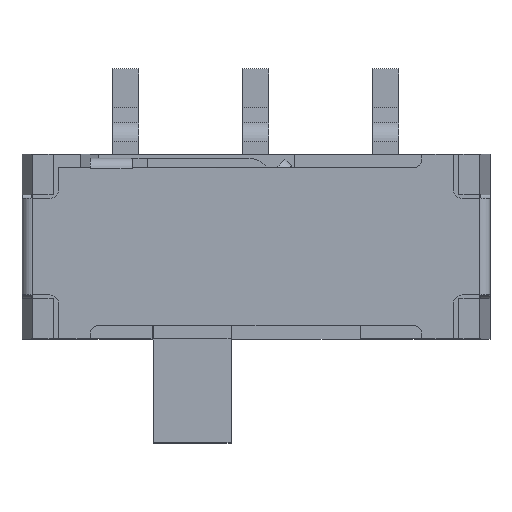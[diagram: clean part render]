
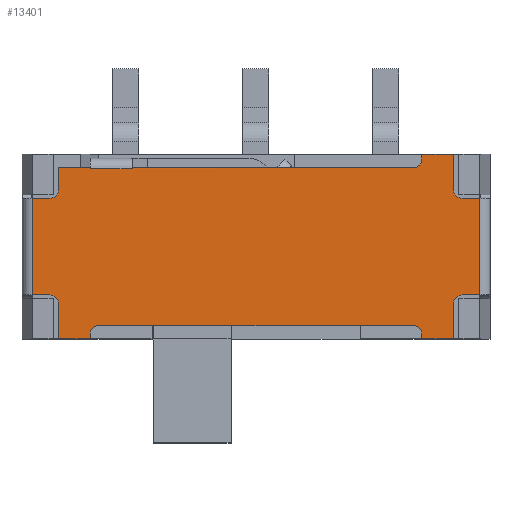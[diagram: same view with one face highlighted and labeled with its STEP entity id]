
A CAD part, top view. The second image highlights one B-rep face of the part: STEP entity #13401.
In plain terms, the highlighted planar face has unit normal (0, 0, 1).
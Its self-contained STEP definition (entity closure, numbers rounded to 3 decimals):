
#12133=CARTESIAN_POINT('',(-2.38,1.517,2.599));
#12134=CARTESIAN_POINT('',(-2.38,1.514,
2.599));
#12135=CARTESIAN_POINT('',(-2.38,1.507,
2.6));
#12136=CARTESIAN_POINT('',(-2.38,1.501,2.6));
#12137=CARTESIAN_POINT('',(-2.38,1.497,2.6));
#12139=DIRECTION('',(-1.,0.,0.));
#12140=VECTOR('',#12139,5.42);
#12141=CARTESIAN_POINT('',(3.04,1.517,2.6));
#12142=LINE('',#12141,#12140);
#12143=CARTESIAN_POINT('',(3.04,1.664,2.6));
#12144=DIRECTION('',(0.,0.,-1.));
#12145=DIRECTION('',(1.,0.,0.));
#12146=AXIS2_PLACEMENT_3D('',#12143,#12144,#12145);
#12148=DIRECTION('',(0.,-1.,0.));
#12149=VECTOR('',#12148,0.112);
#12150=CARTESIAN_POINT('',(3.186,1.775,2.6));
#12151=LINE('',#12150,#12149);
#12152=DIRECTION('',(-1.,0.,0.));
#12153=VECTOR('',#12152,0.61);
#12154=CARTESIAN_POINT('',(3.796,1.775,2.6));
#12155=LINE('',#12154,#12153);
#12156=DIRECTION('',(0.,1.,0.));
#12157=VECTOR('',#12156,0.673);
#12158=CARTESIAN_POINT('',(3.796,1.102,2.6));
#12159=LINE('',#12158,#12157);
#12160=CARTESIAN_POINT('',(3.97,1.102,2.6));
#12161=DIRECTION('',(0.,0.,-1.));
#12162=DIRECTION('',(0.,-1.,0.));
#12163=AXIS2_PLACEMENT_3D('',#12160,#12161,#12162);
#12165=DIRECTION('',(-1.,0.,0.));
#12166=VECTOR('',#12165,0.33);
#12167=CARTESIAN_POINT('',(4.3,0.928,2.6));
#12168=LINE('',#12167,#12166);
#12169=DIRECTION('',(0.,1.,0.));
#12170=VECTOR('',#12169,1.856);
#12171=CARTESIAN_POINT('',(4.3,-0.928,2.6));
#12172=LINE('',#12171,#12170);
#12173=DIRECTION('',(1.,0.,0.));
#12174=VECTOR('',#12173,0.33);
#12175=CARTESIAN_POINT('',(3.97,-0.928,2.6));
#12176=LINE('',#12175,#12174);
#12177=CARTESIAN_POINT('',(3.97,-1.102,2.6));
#12178=DIRECTION('',(0.,0.,-1.));
#12179=DIRECTION('',(-1.,0.,0.));
#12180=AXIS2_PLACEMENT_3D('',#12177,#12178,#12179);
#12182=DIRECTION('',(0.,1.,0.));
#12183=VECTOR('',#12182,0.673);
#12184=CARTESIAN_POINT('',(3.796,-1.775,2.6));
#12185=LINE('',#12184,#12183);
#12186=DIRECTION('',(1.,0.,0.));
#12187=VECTOR('',#12186,0.61);
#12188=CARTESIAN_POINT('',(3.186,-1.775,2.6));
#12189=LINE('',#12188,#12187);
#12190=DIRECTION('',(0.,-1.,0.));
#12191=VECTOR('',#12190,0.112);
#12192=CARTESIAN_POINT('',(3.186,-1.664,2.6));
#12193=LINE('',#12192,#12191);
#12194=CARTESIAN_POINT('',(3.04,-1.664,2.6));
#12195=DIRECTION('',(0.,0.,-1.));
#12196=DIRECTION('',(0.,1.,0.));
#12197=AXIS2_PLACEMENT_3D('',#12194,#12195,#12196);
#12199=DIRECTION('',(1.,0.,0.));
#12200=VECTOR('',#12199,6.08);
#12201=CARTESIAN_POINT('',(-3.04,-1.517,2.6));
#12202=LINE('',#12201,#12200);
#12203=CARTESIAN_POINT('',(-3.04,-1.664,2.6));
#12204=DIRECTION('',(0.,0.,-1.));
#12205=DIRECTION('',(-1.,0.,0.));
#12206=AXIS2_PLACEMENT_3D('',#12203,#12204,#12205);
#12208=DIRECTION('',(0.,1.,0.));
#12209=VECTOR('',#12208,0.112);
#12210=CARTESIAN_POINT('',(-3.186,-1.775,2.6));
#12211=LINE('',#12210,#12209);
#12212=DIRECTION('',(1.,0.,0.));
#12213=VECTOR('',#12212,0.61);
#12214=CARTESIAN_POINT('',(-3.796,-1.775,2.6));
#12215=LINE('',#12214,#12213);
#12216=DIRECTION('',(0.,-1.,0.));
#12217=VECTOR('',#12216,0.673);
#12218=CARTESIAN_POINT('',(-3.796,-1.102,2.6));
#12219=LINE('',#12218,#12217);
#12220=CARTESIAN_POINT('',(-3.97,-1.102,2.6));
#12221=DIRECTION('',(0.,0.,-1.));
#12222=DIRECTION('',(0.,1.,0.));
#12223=AXIS2_PLACEMENT_3D('',#12220,#12221,#12222);
#12225=DIRECTION('',(1.,0.,0.));
#12226=VECTOR('',#12225,0.33);
#12227=CARTESIAN_POINT('',(-4.3,-0.928,2.6));
#12228=LINE('',#12227,#12226);
#12229=DIRECTION('',(0.,-1.,0.));
#12230=VECTOR('',#12229,1.856);
#12231=CARTESIAN_POINT('',(-4.3,0.928,2.6));
#12232=LINE('',#12231,#12230);
#12233=DIRECTION('',(-1.,0.,0.));
#12234=VECTOR('',#12233,0.33);
#12235=CARTESIAN_POINT('',(-3.97,0.928,2.6));
#12236=LINE('',#12235,#12234);
#12237=CARTESIAN_POINT('',(-3.97,1.102,2.6));
#12238=DIRECTION('',(0.,0.,-1.));
#12239=DIRECTION('',(1.,0.,0.));
#12240=AXIS2_PLACEMENT_3D('',#12237,#12238,#12239);
#12242=DIRECTION('',(0.,-1.,0.));
#12243=VECTOR('',#12242,0.415);
#12244=CARTESIAN_POINT('',(-3.796,1.517,2.6));
#12245=LINE('',#12244,#12243);
#12246=DIRECTION('',(-1.,0.,0.001));
#12247=VECTOR('',#12246,0.61);
#12248=CARTESIAN_POINT('',(-3.186,1.517,2.599));
#12249=LINE('',#12248,#12247);
#12250=CARTESIAN_POINT('',(-3.186,1.497,2.6));
#12251=CARTESIAN_POINT('',(-3.186,1.501,2.6));
#12252=CARTESIAN_POINT('',(-3.186,1.507,2.6));
#12253=CARTESIAN_POINT('',(-3.186,1.514,2.599));
#12254=CARTESIAN_POINT('',(-3.186,1.517,2.599));
#12256=DIRECTION('',(1.,0.,0.));
#12257=VECTOR('',#12256,0.806);
#12258=CARTESIAN_POINT('',(-3.186,1.497,2.6));
#12259=LINE('',#12258,#12257);
#13058=CARTESIAN_POINT('',(3.796,1.775,2.6));
#13059=CARTESIAN_POINT('',(3.186,1.775,2.6));
#13060=VERTEX_POINT('',#13058);
#13061=VERTEX_POINT('',#13059);
#13062=CARTESIAN_POINT('',(3.186,1.664,2.6));
#13063=VERTEX_POINT('',#13062);
#13064=CARTESIAN_POINT('',(3.04,1.517,2.6));
#13065=VERTEX_POINT('',#13064);
#13066=CARTESIAN_POINT('',(-3.796,1.517,2.6));
#13067=CARTESIAN_POINT('',(-3.796,1.102,2.6));
#13068=VERTEX_POINT('',#13066);
#13069=VERTEX_POINT('',#13067);
#13070=CARTESIAN_POINT('',(-3.97,0.928,2.6));
#13071=VERTEX_POINT('',#13070);
#13072=CARTESIAN_POINT('',(-3.97,-0.928,2.6));
#13073=CARTESIAN_POINT('',(-3.796,-1.102,2.6));
#13074=VERTEX_POINT('',#13072);
#13075=VERTEX_POINT('',#13073);
#13076=CARTESIAN_POINT('',(-3.796,-1.775,2.6));
#13077=VERTEX_POINT('',#13076);
#13078=CARTESIAN_POINT('',(-3.186,-1.775,2.6));
#13079=VERTEX_POINT('',#13078);
#13080=CARTESIAN_POINT('',(-3.186,-1.664,2.6));
#13081=VERTEX_POINT('',#13080);
#13082=CARTESIAN_POINT('',(-3.04,-1.517,2.6));
#13083=VERTEX_POINT('',#13082);
#13084=CARTESIAN_POINT('',(3.04,-1.517,2.6));
#13085=VERTEX_POINT('',#13084);
#13086=CARTESIAN_POINT('',(3.186,-1.664,2.6));
#13087=VERTEX_POINT('',#13086);
#13088=CARTESIAN_POINT('',(3.186,-1.775,2.6));
#13089=VERTEX_POINT('',#13088);
#13090=CARTESIAN_POINT('',(3.796,-1.775,2.6));
#13091=VERTEX_POINT('',#13090);
#13092=CARTESIAN_POINT('',(3.796,-1.102,2.6));
#13093=VERTEX_POINT('',#13092);
#13094=CARTESIAN_POINT('',(3.97,-0.928,2.6));
#13095=VERTEX_POINT('',#13094);
#13096=CARTESIAN_POINT('',(3.97,0.928,2.6));
#13097=CARTESIAN_POINT('',(3.796,1.102,2.6));
#13098=VERTEX_POINT('',#13096);
#13099=VERTEX_POINT('',#13097);
#13152=CARTESIAN_POINT('',(-4.3,-0.928,2.6));
#13154=VERTEX_POINT('',#13152);
#13158=CARTESIAN_POINT('',(-4.3,0.928,2.6));
#13159=VERTEX_POINT('',#13158);
#13212=CARTESIAN_POINT('',(4.3,0.928,2.6));
#13214=VERTEX_POINT('',#13212);
#13218=CARTESIAN_POINT('',(4.3,-0.928,2.6));
#13219=VERTEX_POINT('',#13218);
#13236=CARTESIAN_POINT('',(-2.38,1.517,2.599));
#13237=VERTEX_POINT('',#13236);
#13238=VERTEX_POINT('',#12137);
#13239=CARTESIAN_POINT('',(-3.186,1.497,2.6));
#13240=VERTEX_POINT('',#13239);
#13241=VERTEX_POINT('',#12254);
#13338=CARTESIAN_POINT('',(0.,0.,2.6));
#13339=DIRECTION('',(0.,0.,1.));
#13340=DIRECTION('',(1.,0.,0.));
#13341=AXIS2_PLACEMENT_3D('',#13338,#13339,#13340);
#13342=PLANE('',#13341);
#13344=ORIENTED_EDGE('',*,*,#13343,.F.);
#13346=ORIENTED_EDGE('',*,*,#13345,.F.);
#13348=ORIENTED_EDGE('',*,*,#13347,.F.);
#13350=ORIENTED_EDGE('',*,*,#13349,.F.);
#13352=ORIENTED_EDGE('',*,*,#13351,.F.);
#13354=ORIENTED_EDGE('',*,*,#13353,.F.);
#13356=ORIENTED_EDGE('',*,*,#13355,.F.);
#13357=ORIENTED_EDGE('',*,*,#13316,.F.);
#13358=ORIENTED_EDGE('',*,*,#13298,.F.);
#13360=ORIENTED_EDGE('',*,*,#13359,.F.);
#13362=ORIENTED_EDGE('',*,*,#13361,.F.);
#13364=ORIENTED_EDGE('',*,*,#13363,.F.);
#13366=ORIENTED_EDGE('',*,*,#13365,.F.);
#13368=ORIENTED_EDGE('',*,*,#13367,.F.);
#13370=ORIENTED_EDGE('',*,*,#13369,.F.);
#13372=ORIENTED_EDGE('',*,*,#13371,.F.);
#13374=ORIENTED_EDGE('',*,*,#13373,.F.);
#13376=ORIENTED_EDGE('',*,*,#13375,.F.);
#13378=ORIENTED_EDGE('',*,*,#13377,.F.);
#13380=ORIENTED_EDGE('',*,*,#13379,.F.);
#13382=ORIENTED_EDGE('',*,*,#13381,.F.);
#13384=ORIENTED_EDGE('',*,*,#13383,.F.);
#13386=ORIENTED_EDGE('',*,*,#13385,.F.);
#13388=ORIENTED_EDGE('',*,*,#13387,.F.);
#13390=ORIENTED_EDGE('',*,*,#13389,.F.);
#13392=ORIENTED_EDGE('',*,*,#13391,.F.);
#13394=ORIENTED_EDGE('',*,*,#13393,.F.);
#13396=ORIENTED_EDGE('',*,*,#13395,.F.);
#13398=ORIENTED_EDGE('',*,*,#13397,.T.);
#13399=EDGE_LOOP('',(#13344,#13346,#13348,#13350,#13352,#13354,#13356,#13357,
#13358,#13360,#13362,#13364,#13366,#13368,#13370,#13372,#13374,#13376,#13378,
#13380,#13382,#13384,#13386,#13388,#13390,#13392,#13394,#13396,#13398));
#13400=FACE_OUTER_BOUND('',#13399,.F.);
#13401=ADVANCED_FACE('',(#13400),#13342,.T.);
#12138=B_SPLINE_CURVE_WITH_KNOTS('',3,(#12133,#12134,#12135,#12136,#12137),
.UNSPECIFIED.,.F.,.F.,(4,1,4),(0.,0.5,1.),.UNSPECIFIED.);
#12147=CIRCLE('',#12146,0.146);
#12164=CIRCLE('',#12163,0.174);
#12181=CIRCLE('',#12180,0.174);
#12198=CIRCLE('',#12197,0.146);
#12207=CIRCLE('',#12206,0.146);
#12224=CIRCLE('',#12223,0.174);
#12241=CIRCLE('',#12240,0.174);
#12255=B_SPLINE_CURVE_WITH_KNOTS('',3,(#12250,#12251,#12252,#12253,#12254),
.UNSPECIFIED.,.F.,.F.,(4,1,4),(0.,0.5,1.),.UNSPECIFIED.);
#13298=EDGE_CURVE('',#13219,#13214,#12172,.T.);
#13316=EDGE_CURVE('',#13214,#13098,#12168,.T.);
#13343=EDGE_CURVE('',#13237,#13238,#12138,.T.);
#13345=EDGE_CURVE('',#13065,#13237,#12142,.T.);
#13347=EDGE_CURVE('',#13063,#13065,#12147,.T.);
#13349=EDGE_CURVE('',#13061,#13063,#12151,.T.);
#13351=EDGE_CURVE('',#13060,#13061,#12155,.T.);
#13353=EDGE_CURVE('',#13099,#13060,#12159,.T.);
#13355=EDGE_CURVE('',#13098,#13099,#12164,.T.);
#13359=EDGE_CURVE('',#13095,#13219,#12176,.T.);
#13361=EDGE_CURVE('',#13093,#13095,#12181,.T.);
#13363=EDGE_CURVE('',#13091,#13093,#12185,.T.);
#13365=EDGE_CURVE('',#13089,#13091,#12189,.T.);
#13367=EDGE_CURVE('',#13087,#13089,#12193,.T.);
#13369=EDGE_CURVE('',#13085,#13087,#12198,.T.);
#13371=EDGE_CURVE('',#13083,#13085,#12202,.T.);
#13373=EDGE_CURVE('',#13081,#13083,#12207,.T.);
#13375=EDGE_CURVE('',#13079,#13081,#12211,.T.);
#13377=EDGE_CURVE('',#13077,#13079,#12215,.T.);
#13379=EDGE_CURVE('',#13075,#13077,#12219,.T.);
#13381=EDGE_CURVE('',#13074,#13075,#12224,.T.);
#13383=EDGE_CURVE('',#13154,#13074,#12228,.T.);
#13385=EDGE_CURVE('',#13159,#13154,#12232,.T.);
#13387=EDGE_CURVE('',#13071,#13159,#12236,.T.);
#13389=EDGE_CURVE('',#13069,#13071,#12241,.T.);
#13391=EDGE_CURVE('',#13068,#13069,#12245,.T.);
#13393=EDGE_CURVE('',#13241,#13068,#12249,.T.);
#13395=EDGE_CURVE('',#13240,#13241,#12255,.T.);
#13397=EDGE_CURVE('',#13240,#13238,#12259,.T.);
